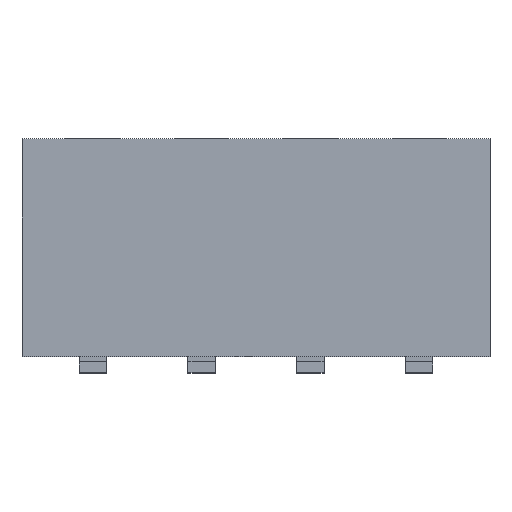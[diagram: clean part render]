
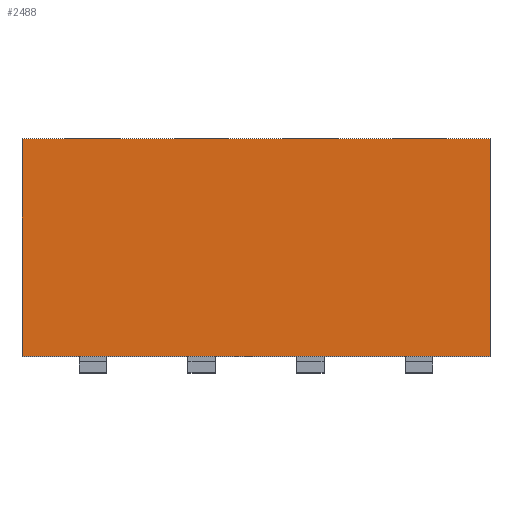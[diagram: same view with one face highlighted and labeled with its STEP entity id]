
A CAD part, top view. The second image highlights one B-rep face of the part: STEP entity #2488.
In plain terms, the highlighted planar face has unit normal (0, 0, 1).
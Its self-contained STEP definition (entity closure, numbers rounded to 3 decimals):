
#339=ORIENTED_EDGE('',*,*,#817,.T.);
#340=ORIENTED_EDGE('',*,*,#790,.F.);
#341=ORIENTED_EDGE('',*,*,#851,.F.);
#342=ORIENTED_EDGE('',*,*,#778,.T.);
#778=EDGE_CURVE('',#1117,#1116,#1335,.T.);
#790=EDGE_CURVE('',#1128,#1129,#1347,.T.);
#817=EDGE_CURVE('',#1116,#1129,#1374,.T.);
#851=EDGE_CURVE('',#1117,#1128,#1408,.T.);
#1116=VERTEX_POINT('',#3443);
#1117=VERTEX_POINT('',#3445);
#1128=VERTEX_POINT('',#3468);
#1129=VERTEX_POINT('',#3470);
#1335=LINE('',#3444,#1678);
#1347=LINE('',#3469,#1690);
#1374=LINE('',#3524,#1717);
#1408=LINE('',#3595,#1751);
#1678=VECTOR('',#2807,1000.);
#1690=VECTOR('',#2821,1000.);
#1717=VECTOR('',#2862,1000.);
#1751=VECTOR('',#2906,1000.);
#2060=EDGE_LOOP('',(#339,#340,#341,#342));
#2211=FACE_BOUND('',#2060,.T.);
#2353=PLANE('',#2660);
#2488=ADVANCED_FACE('',(#2211),#2353,.F.);
#2660=AXIS2_PLACEMENT_3D('',#3821,#3085,#3086);
#2807=DIRECTION('',(0.,-1.,0.));
#2821=DIRECTION('',(0.,-1.,0.));
#2862=DIRECTION('',(1.,0.,0.));
#2906=DIRECTION('',(1.,0.,0.));
#3085=DIRECTION('',(0.,0.,-1.));
#3086=DIRECTION('',(-1.,0.,0.));
#3443=CARTESIAN_POINT('',(0.,0.,2.));
#3444=CARTESIAN_POINT('',(0.,4.,2.));
#3445=CARTESIAN_POINT('',(0.,4.,2.));
#3468=CARTESIAN_POINT('',(8.6,4.,2.));
#3469=CARTESIAN_POINT('',(8.6,4.,2.));
#3470=CARTESIAN_POINT('',(8.6,0.,2.));
#3524=CARTESIAN_POINT('',(0.,0.,2.));
#3595=CARTESIAN_POINT('',(0.,4.,2.));
#3821=CARTESIAN_POINT('',(0.,4.,2.));
